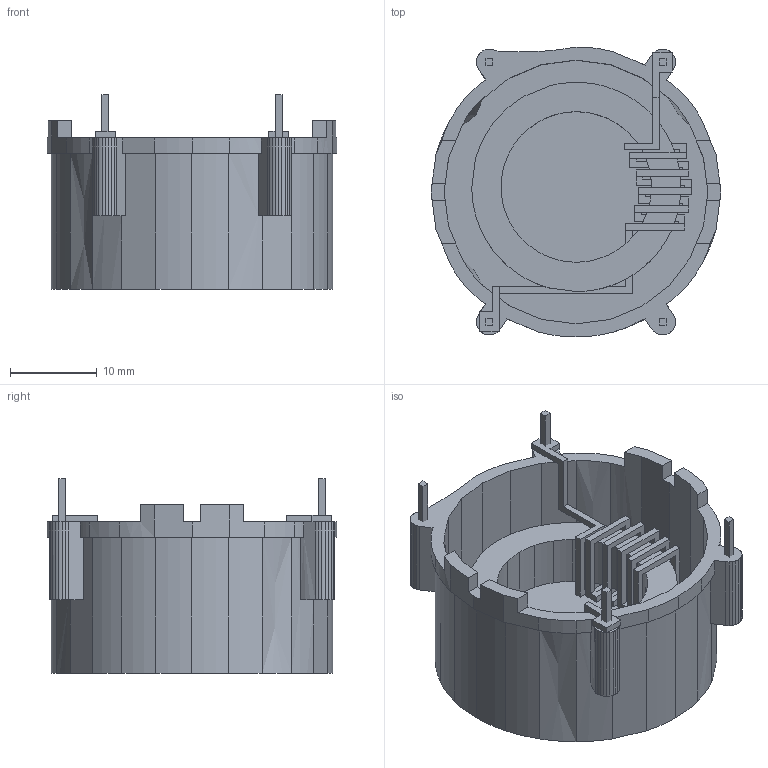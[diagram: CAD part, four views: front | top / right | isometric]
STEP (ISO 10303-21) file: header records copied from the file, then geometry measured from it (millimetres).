
FILE_DESCRIPTION(('FreeCAD Model'),'2;1');
FILE_NAME('X24H.stp', '2014-07-08T13:52:39',('FreeCAD'),('FreeCAD'), 'Open CASCADE STEP processor 6.3','FreeCAD','Unknown');
FILE_SCHEMA(('AUTOMOTIVE_DESIGN_CC2 { 1 2 10303 214 -1 1 5 4 }'));
Length unit declared in the file: millimetre
Products named in the file (6): X24H001; X24H004; X24H; X24H005; X24H003; X24H002
Bounding box: 33.5 x 33.5 x 22.5 mm (x, y, z)
Volume: 4407 mm3; surface area: 7476.3 mm2
Topology: 6 solids, 6 shells, 632 faces, 1839 edges, 1226 vertices
Faces by surface type: plane 525, cylinder 93, cone 14
Entity records: 50782 total; most frequent: CARTESIAN_POINT 14903, DIRECTION 6395, LINE 4536, VECTOR 4536, ORIENTED_EDGE 3678, PCURVE 3678, DEFINITIONAL_REPRESENTATION 3678, EDGE_CURVE 1839
